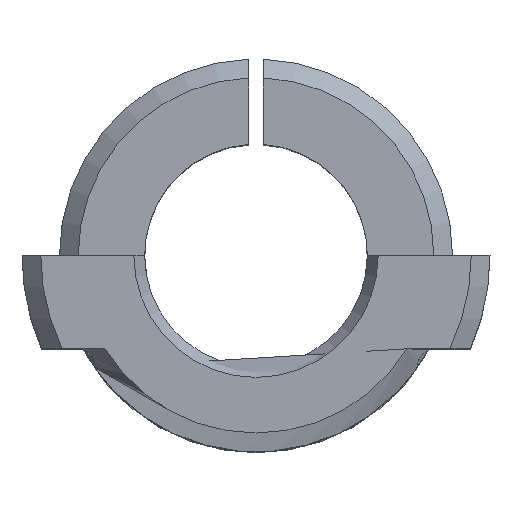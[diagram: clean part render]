
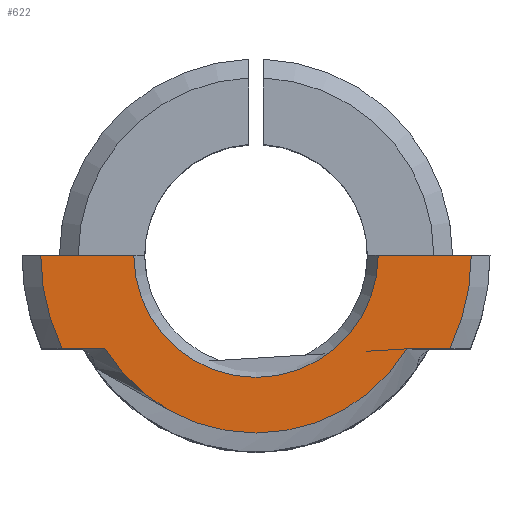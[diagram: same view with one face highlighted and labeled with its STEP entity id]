
A CAD part, top view. The second image highlights one B-rep face of the part: STEP entity #622.
In plain terms, the highlighted planar face has unit normal (0, 0, 1).
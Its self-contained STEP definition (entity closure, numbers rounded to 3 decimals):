
#622=ADVANCED_FACE('',(#862),#742,.T.);
#742=PLANE('',#4088);
#862=FACE_OUTER_BOUND('',#1016,.T.);
#1016=EDGE_LOOP('',(#1546,#1547,#1548,#1549,#1550,#1551,#1552,#1553));
#1546=ORIENTED_EDGE('',*,*,#2454,.T.);
#1547=ORIENTED_EDGE('',*,*,#2455,.T.);
#1548=ORIENTED_EDGE('',*,*,#2453,.T.);
#1549=ORIENTED_EDGE('',*,*,#2456,.F.);
#1550=ORIENTED_EDGE('',*,*,#2445,.T.);
#1551=ORIENTED_EDGE('',*,*,#2457,.F.);
#1552=ORIENTED_EDGE('',*,*,#2458,.T.);
#1553=ORIENTED_EDGE('',*,*,#2459,.T.);
#2084=VERTEX_POINT('',#6180);
#2085=VERTEX_POINT('',#6182);
#2090=VERTEX_POINT('',#6198);
#2091=VERTEX_POINT('',#6200);
#2092=VERTEX_POINT('',#6204);
#2093=VERTEX_POINT('',#6205);
#2094=VERTEX_POINT('',#6209);
#2095=VERTEX_POINT('',#6211);
#2445=EDGE_CURVE('',#2085,#2084,#2702,.T.);
#2453=EDGE_CURVE('',#2090,#2091,#2705,.T.);
#2454=EDGE_CURVE('',#2092,#2093,#2706,.T.);
#2455=EDGE_CURVE('',#2093,#2090,#3237,.T.);
#2456=EDGE_CURVE('',#2085,#2091,#3238,.T.);
#2457=EDGE_CURVE('',#2094,#2084,#3239,.T.);
#2458=EDGE_CURVE('',#2094,#2095,#2707,.T.);
#2459=EDGE_CURVE('',#2095,#2092,#3240,.T.);
#2702=CIRCLE('',#4079,6.527);
#2705=CIRCLE('',#4084,11.5);
#2706=CIRCLE('',#4086,9.5);
#2707=CIRCLE('',#4087,11.5);
#3237=LINE('',#6206,#3547);
#3238=LINE('',#6207,#3548);
#3239=LINE('',#6208,#3549);
#3240=LINE('',#6212,#3550);
#3547=VECTOR('',#4829,1.);
#3548=VECTOR('',#4830,1.);
#3549=VECTOR('',#4831,1.);
#3550=VECTOR('',#4834,1.);
#4079=AXIS2_PLACEMENT_3D('',#6181,#4809,#4810);
#4084=AXIS2_PLACEMENT_3D('',#6201,#4823,#4824);
#4086=AXIS2_PLACEMENT_3D('',#6203,#4827,#4828);
#4087=AXIS2_PLACEMENT_3D('',#6210,#4832,#4833);
#4088=AXIS2_PLACEMENT_3D('',#6213,#4835,#4836);
#4809=DIRECTION('',(0.,0.,-1.));
#4810=DIRECTION('',(1.,0.,0.));
#4823=DIRECTION('',(0.,0.,1.));
#4824=DIRECTION('',(0.901,-0.435,0.));
#4827=DIRECTION('',(0.,0.,1.));
#4828=DIRECTION('',(-0.85,-0.526,0.));
#4829=DIRECTION('',(1.,0.,0.));
#4830=DIRECTION('',(1.,0.,0.));
#4831=DIRECTION('',(1.,0.,0.));
#4832=DIRECTION('',(0.,0.,1.));
#4833=DIRECTION('',(-1.,0.,0.));
#4834=DIRECTION('',(1.,0.,0.));
#4835=DIRECTION('',(0.,0.,1.));
#4836=DIRECTION('',(0.,-1.,0.));
#6180=CARTESIAN_POINT('',(-6.527,0.,33.));
#6181=CARTESIAN_POINT('',(0.,0.,
33.));
#6182=CARTESIAN_POINT('',(6.527,0.,33.));
#6198=CARTESIAN_POINT('',(10.356,-5.,33.));
#6200=CARTESIAN_POINT('',(11.5,0.,33.));
#6201=CARTESIAN_POINT('',(0.,0.,
33.));
#6203=CARTESIAN_POINT('',(0.,0.,
33.));
#6204=CARTESIAN_POINT('',(-8.078,-5.,33.));
#6205=CARTESIAN_POINT('',(8.078,-5.,33.));
#6206=CARTESIAN_POINT('',(8.078,-5.,33.));
#6207=CARTESIAN_POINT('',(6.527,0.,33.));
#6208=CARTESIAN_POINT('',(-11.5,0.,33.));
#6209=CARTESIAN_POINT('',(-11.5,0.,33.));
#6210=CARTESIAN_POINT('',(0.,0.,
33.));
#6211=CARTESIAN_POINT('',(-10.356,-5.,33.));
#6212=CARTESIAN_POINT('',(-10.356,-5.,33.));
#6213=CARTESIAN_POINT('',(-12.832,0.362,33.));
